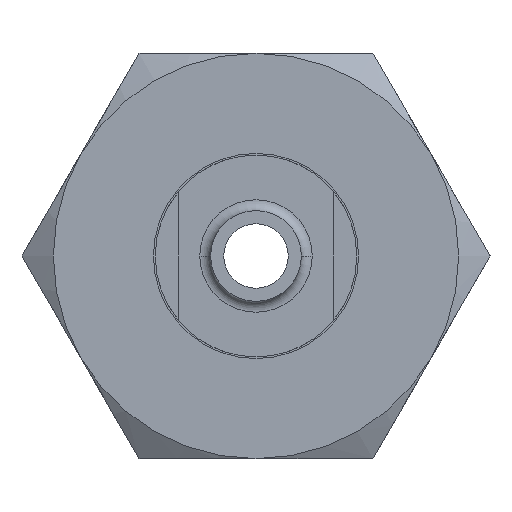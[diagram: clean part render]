
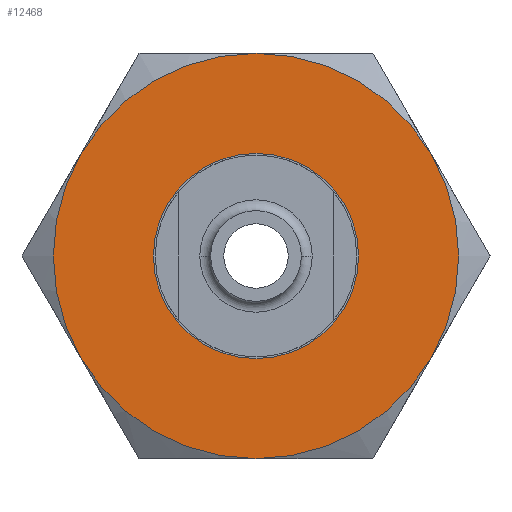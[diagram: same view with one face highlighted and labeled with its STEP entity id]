
A CAD part, left-side view. The second image highlights one B-rep face of the part: STEP entity #12468.
In plain terms, the highlighted planar face has unit normal (-1, 0, 0).
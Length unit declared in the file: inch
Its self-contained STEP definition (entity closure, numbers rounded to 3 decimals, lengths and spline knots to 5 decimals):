
#135 = EDGE_CURVE ( 'NONE', #12324, #529, #6927, .T. ) ;
#529 = VERTEX_POINT ( 'NONE', #11059 ) ;
#554 = CIRCLE ( 'NONE', #650, 0.5625 ) ;
#650 = AXIS2_PLACEMENT_3D ( 'NONE', #7759, #11796, #3766 ) ;
#688 = DIRECTION ( 'NONE',  ( 0., 0., 1. ) ) ;
#1218 = ORIENTED_EDGE ( 'NONE', *, *, #4667, .T. ) ;
#1275 = CIRCLE ( 'NONE', #2091, 0.5625 ) ;
#1293 = PLANE ( 'NONE',  #5216 ) ;
#1812 = DIRECTION ( 'NONE',  ( -1., 0., 0. ) ) ;
#1815 = DIRECTION ( 'NONE',  ( -1., 0., 0. ) ) ;
#1843 = ORIENTED_EDGE ( 'NONE', *, *, #8382, .F. ) ;
#2091 = AXIS2_PLACEMENT_3D ( 'NONE', #2797, #1812, #8716 ) ;
#2208 = VERTEX_POINT ( 'NONE', #11327 ) ;
#2293 = DIRECTION ( 'NONE',  ( 0., 0., 1. ) ) ;
#2494 = CARTESIAN_POINT ( 'NONE',  ( -0.9445, 0., 0. ) ) ;
#2665 = CARTESIAN_POINT ( 'NONE',  ( -0.9445, 0., -0.5625 ) ) ;
#2797 = CARTESIAN_POINT ( 'NONE',  ( -0.9445, 0., 0. ) ) ;
#2842 = CIRCLE ( 'NONE', #4814, 0.5625 ) ;
#2890 = EDGE_LOOP ( 'NONE', ( #6681, #1218, #11612, #12140, #12471, #12877 ) ) ;
#2961 = FACE_OUTER_BOUND ( 'NONE', #2890, .T. ) ;
#2977 = CARTESIAN_POINT ( 'NONE',  ( -0.9445, 0., 0. ) ) ;
#3007 = CIRCLE ( 'NONE', #11398, 0.28475 ) ;
#3019 = CARTESIAN_POINT ( 'NONE',  ( -0.9445, 0., 0.5625 ) ) ;
#3336 = CIRCLE ( 'NONE', #6142, 0.5625 ) ;
#3355 = DIRECTION ( 'NONE',  ( -1., 0., 0. ) ) ;
#3382 = DIRECTION ( 'NONE',  ( 0., 0., -1. ) ) ;
#3456 = DIRECTION ( 'NONE',  ( 0., 0., 1. ) ) ;
#3556 = VERTEX_POINT ( 'NONE', #2665 ) ;
#3597 = EDGE_LOOP ( 'NONE', ( #1843, #6315 ) ) ;
#3700 = DIRECTION ( 'NONE',  ( -1., 0., 0. ) ) ;
#3758 = EDGE_CURVE ( 'NONE', #2208, #4652, #1275, .T. ) ;
#3766 = DIRECTION ( 'NONE',  ( 0., 0., 1. ) ) ;
#3892 = VERTEX_POINT ( 'NONE', #3019 ) ;
#4351 = EDGE_CURVE ( 'NONE', #3556, #2208, #3336, .T. ) ;
#4652 = VERTEX_POINT ( 'NONE', #7743 ) ;
#4667 = EDGE_CURVE ( 'NONE', #9420, #8124, #8706, .T. ) ;
#4814 = AXIS2_PLACEMENT_3D ( 'NONE', #2494, #11393, #3456 ) ;
#5216 = AXIS2_PLACEMENT_3D ( 'NONE', #9432, #6284, #3382 ) ;
#5615 = CIRCLE ( 'NONE', #11075, 0.5625 ) ;
#6142 = AXIS2_PLACEMENT_3D ( 'NONE', #7302, #3355, #2293 ) ;
#6284 = DIRECTION ( 'NONE',  ( 1., 0., 0. ) ) ;
#6315 = ORIENTED_EDGE ( 'NONE', *, *, #135, .F. ) ;
#6681 = ORIENTED_EDGE ( 'NONE', *, *, #8980, .T. ) ;
#6927 = CIRCLE ( 'NONE', #9436, 0.28475 ) ;
#7020 = CARTESIAN_POINT ( 'NONE',  ( -0.9445, 0.48714, -0.28125 ) ) ;
#7302 = CARTESIAN_POINT ( 'NONE',  ( -0.9445, 0., 0. ) ) ;
#7743 = CARTESIAN_POINT ( 'NONE',  ( -0.9445, -0.48714, 0.28125 ) ) ;
#7759 = CARTESIAN_POINT ( 'NONE',  ( -0.9445, 0., 0. ) ) ;
#8124 = VERTEX_POINT ( 'NONE', #7020 ) ;
#8382 = EDGE_CURVE ( 'NONE', #529, #12324, #3007, .T. ) ;
#8706 = CIRCLE ( 'NONE', #9969, 0.5625 ) ;
#8716 = DIRECTION ( 'NONE',  ( 0., 0., 1. ) ) ;
#8980 = EDGE_CURVE ( 'NONE', #3892, #9420, #2842, .T. ) ;
#9420 = VERTEX_POINT ( 'NONE', #12523 ) ;
#9432 = CARTESIAN_POINT ( 'NONE',  ( -0.9445, 0.28475, 0. ) ) ;
#9436 = AXIS2_PLACEMENT_3D ( 'NONE', #12052, #10028, #11972 ) ;
#9745 = CARTESIAN_POINT ( 'NONE',  ( -0.9445, 0., 0. ) ) ;
#9969 = AXIS2_PLACEMENT_3D ( 'NONE', #9745, #3700, #10750 ) ;
#10028 = DIRECTION ( 'NONE',  ( -1., 0., 0. ) ) ;
#10143 = CARTESIAN_POINT ( 'NONE',  ( -0.9445, 0., -0.28475 ) ) ;
#10750 = DIRECTION ( 'NONE',  ( 0., 0., 1. ) ) ;
#11059 = CARTESIAN_POINT ( 'NONE',  ( -0.9445, 0., 0.28475 ) ) ;
#11072 = DIRECTION ( 'NONE',  ( 0., 0., 1. ) ) ;
#11075 = AXIS2_PLACEMENT_3D ( 'NONE', #2977, #11975, #11072 ) ;
#11304 = FACE_BOUND ( 'NONE', #3597, .T. ) ;
#11327 = CARTESIAN_POINT ( 'NONE',  ( -0.9445, -0.48714, -0.28125 ) ) ;
#11339 = EDGE_CURVE ( 'NONE', #4652, #3892, #554, .T. ) ;
#11393 = DIRECTION ( 'NONE',  ( -1., 0., 0. ) ) ;
#11396 = EDGE_CURVE ( 'NONE', #8124, #3556, #5615, .T. ) ;
#11398 = AXIS2_PLACEMENT_3D ( 'NONE', #12903, #1815, #688 ) ;
#11612 = ORIENTED_EDGE ( 'NONE', *, *, #11396, .T. ) ;
#11796 = DIRECTION ( 'NONE',  ( -1., 0., 0. ) ) ;
#11972 = DIRECTION ( 'NONE',  ( 0., 0., 1. ) ) ;
#11975 = DIRECTION ( 'NONE',  ( -1., 0., 0. ) ) ;
#12052 = CARTESIAN_POINT ( 'NONE',  ( -0.9445, 0., 0. ) ) ;
#12140 = ORIENTED_EDGE ( 'NONE', *, *, #4351, .T. ) ;
#12324 = VERTEX_POINT ( 'NONE', #10143 ) ;
#12468 = ADVANCED_FACE ( 'NONE', ( #11304, #2961 ), #1293, .F. ) ;
#12471 = ORIENTED_EDGE ( 'NONE', *, *, #3758, .T. ) ;
#12523 = CARTESIAN_POINT ( 'NONE',  ( -0.9445, 0.48714, 0.28125 ) ) ;
#12877 = ORIENTED_EDGE ( 'NONE', *, *, #11339, .T. ) ;
#12903 = CARTESIAN_POINT ( 'NONE',  ( -0.9445, 0., 0. ) ) ;
